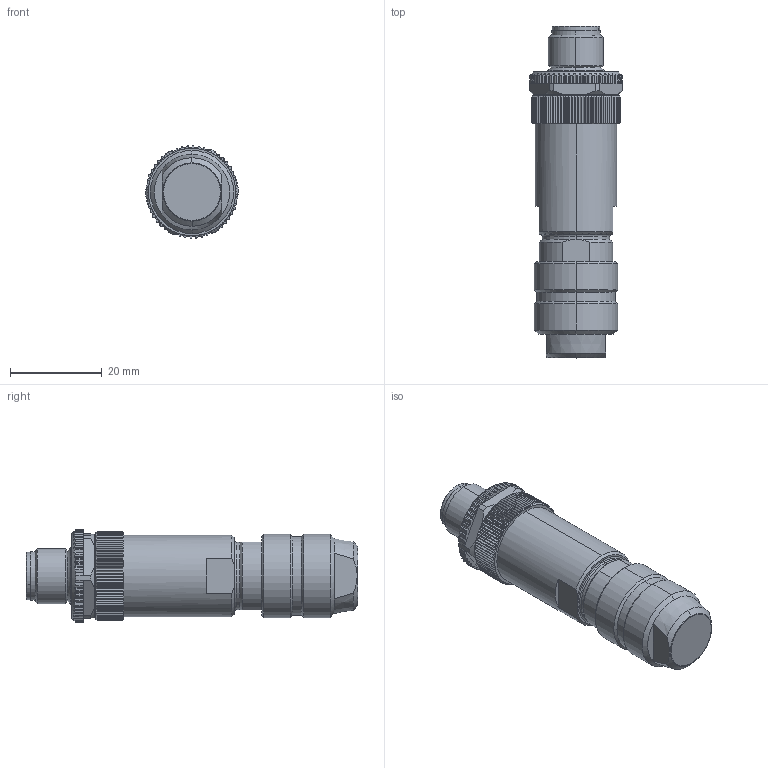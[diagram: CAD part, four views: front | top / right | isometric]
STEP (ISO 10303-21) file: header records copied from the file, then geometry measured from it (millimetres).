
FILE_DESCRIPTION((''),'2;1');
FILE_NAME('CAD-7248','2021-08-30T12:26:05',('creinig-se'),(''),'CREO PARAMETRIC BY PTC INC, 2019292','CREO PARAMETRIC BY PTC INC, 2019292','');
FILE_SCHEMA(('CONFIG_CONTROL_DESIGN','SHAPE_APPEARANCE_LAYERS_GROUPS'));
Length unit declared in the file: millimetre
Products named in the file (1): CAD-7248
Bounding box: 20.2 x 72.3 x 20.19 mm (x, y, z)
Volume: 15739.9 mm3; surface area: 5230.2 mm2
Topology: 1 solids, 1 shells, 930 faces, 2380 edges, 1476 vertices
Faces by surface type: plane 387, cylinder 245, cone 226, extrusion 44, bspline 16, torus 12
Entity records: 38576 total; most frequent: CARTESIAN_POINT 9074, ORIENTED_EDGE 4760, DIRECTION 4158, PRESENTATION_STYLE_ASSIGNMENT 2447, STYLED_ITEM 2381, CURVE_STYLE 2380, EDGE_CURVE 2380, AXIS2_PLACEMENT_3D 1628
